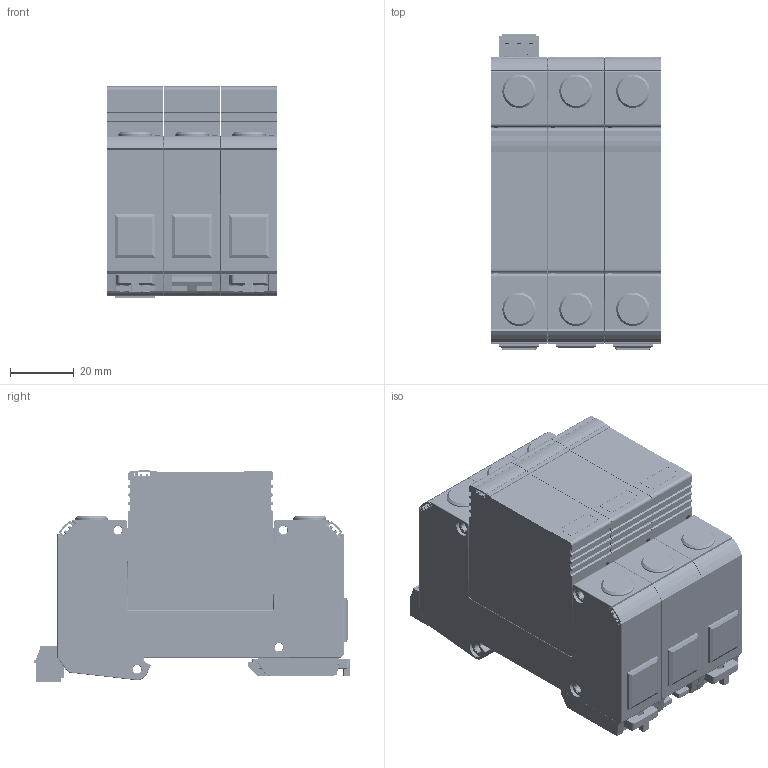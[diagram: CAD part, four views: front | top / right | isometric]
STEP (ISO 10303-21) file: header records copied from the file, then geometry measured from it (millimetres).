
FILE_DESCRIPTION (( 'STEP AP214' ), '1' );
FILE_NAME ('I2R-T2DC-800Y-LC_3D.STEP', '2022-02-01T19:02:35', ( '' ), ( '' ), 'SwSTEP 2.0', 'SolidWorks 2021', '' );
FILE_SCHEMA (( 'AUTOMOTIVE_DESIGN' ));
Length unit declared in the file: inch
Products named in the file (50): PS-D-09-0004-1_SHELL; PS-W-B2-0046-1; D3_1P_BASE_RETROFIT_RIGHT; PS-W-B2-0044-1; PS-S-02-0004-1; D3_1P_BASE_RETROFIT_HOLE_LEFT; PS-D-09-0004-1_COVER; PS-W-B2-0005-1_ASSEMBLY_ASM; PS-D-0J-0185-1_ASSEMBLY_ASM; PS-D-0H-0001-1; PS-D-09-0003-1_ASM; PS-W-B2-0298-1_ASSEMBLY_ASM; PS-S-02-0009-2; PS-D-09-0004-1_ASSEMBLY_ASM; PS-W-B2-0227-1_PART3; PS-S-02-0126-1; PS-D-09-0004-1_SCREW; PS-W-B2-0003-1; PS-W-B2-0227-1_PART1; PS-W-B2-0007-1_USE; PS-W-B2-0230-1; PS-D-0J-0185-1; D3_1P_BASE_RETROFIT_HOLE_RIGHT; PS-W-B2-0227-1_PART2; PS-D-09-0004-1_ASM; PS-D-09-0004-1_SOCKET; PS-D-09-0003-1_PIN; PS-W-B1-0008-1; PS-D-09-0004-1_CLAMPS; PS-S-02-0010-3; 34S431KBD; PS-W-B2-0227-1_ASSY_ASM; PS-S-02-0024-2; PS-S-02-0022-1; D3_1P_BASE_RETROFIT_LEFT; PS-W-B1-0245-1; PS-S-02-0114-1; PS-W-B2-0298-1; PS-S-01-0098-1; PS-D-09-0003-1_SHELL ...
Assembly tree (85 placements, depth 4):
  I2R-T2DC-800Y-LC_3D
    D3_1P_BASE_RETROFIT_LEFT
    D3_1P_BASE_RETROFIT_HOLE_RIGHT  x2
    D3_1P_BASE_RETROFIT_HOLE_LEFT  x2
    D3_1P_BASE_RETROFIT_RIGHT
    PS-S-02-0010-3  x6
    PS-W-B2-0005-1_ASSEMBLY_ASM  x3
      PS-W-B2-0005-1
      PS-W-B2-0003-1
      PS-W-B1-0008-1
    PS-D-0J-0185-1_ASSEMBLY_ASM
      PS-D-0J-0185-1
    PS-S-02-0132-1  x3
    PS-D-0H-0001-1
    PS-D-0H-0002-1
    PS-D-0H-0003-1
    PS-D-09-0003-1_ASM
      PS-D-09-0003-1_SHELL
      PS-D-09-0003-1_PIN  x3
    PS-W-B2-0298-1_ASSEMBLY_ASM
      PS-W-B2-0298-1
      PS-W-B2-0003-1
      PS-W-B1-0008-1
    PS-S-02-0009-2  x2
    PS-W-B2-0007-1_USE  x4
    PS-S-02-0022-1  x2
    PS-S-02-0024-2  x3
    PS-S-02-0023-2  x6
    PS-D-09-0004-1_ASSEMBLY_ASM
      PS-D-09-0004-1_ASM
        PS-D-09-0004-1_CLAMPS  x3
        PS-D-09-0004-1_SCREW  x3
        PS-D-09-0004-1_COVER
        PS-D-09-0004-1_SOCKET  x3
        PS-D-09-0004-1_SHELL
      PP-P-03-0087-1
    D3A_MODULE_ASM  x3
      PS-W-B2-0046-1
      PS-S-02-0114-1
      34S431KBD
      PS-W-B2-0044-1
      PS-W-B2-0230-1
      PS-W-B2-0227-1_ASSY_ASM
        PS-W-B2-0227-1_PART1
        PS-W-B2-0227-1_PART2
        PS-W-B2-0227-1_PART3
      PS-S-02-0127-1
      PS-W-B1-0245-1
      PS-S-02-0126-1
      PS-S-01-0098-1
      PS-S-02-0004-1
      PS-S-02-0010-3
      PP-W-04-0024-1
Bounding box: 53.7 x 99.4 x 66.61 mm (x, y, z)
Volume: 132535 mm3; surface area: 212617.8 mm2
Topology: 108 solids, 136 shells, 9862 faces, 26478 edges, 16564 vertices
Faces by surface type: plane 5976, cylinder 2683, bspline 930, cone 255, torus 18
Entity records: 244905 total; most frequent: CARTESIAN_POINT 119120, ORIENTED_EDGE 27328, DIRECTION 22920, EDGE_CURVE 13696, VECTOR 10030, LINE 10030, VERTEX_POINT 8656, AXIS2_PLACEMENT_3D 6445
